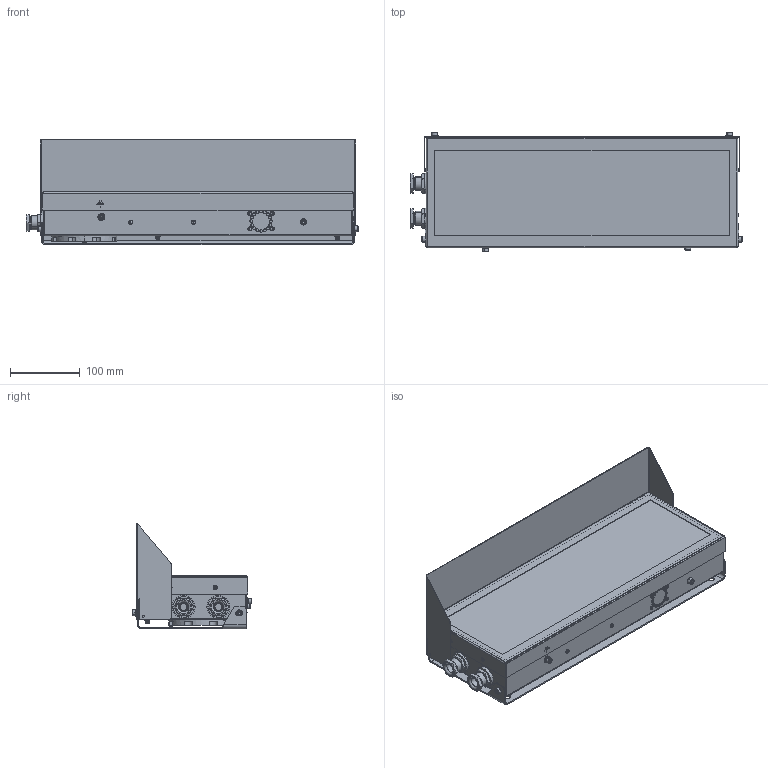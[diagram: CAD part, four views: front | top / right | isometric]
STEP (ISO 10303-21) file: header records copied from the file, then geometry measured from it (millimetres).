
FILE_DESCRIPTION (( 'STEP AP203' ), '1' );
FILE_NAME ('ÝÂ-00.000-03 ÑÁ Ýêðàí äâà ââîäà â áîê.STEP', '2025-12-03T04:27:00', ( '' ), ( '' ), 'SwSTEP 2.0', 'SolidWorks 2020', '' );
FILE_SCHEMA (( 'CONFIG_CONTROL_DESIGN' ));
Length unit declared in the file: millimetre
Products named in the file (1): ÝÂ-00.000-03 ÑÁ Ýêðàí äâà ââîäà â áîê
Bounding box: 476.19 x 171.2 x 151.81 mm (x, y, z)
Volume: 789438 mm3; surface area: 772098.5 mm2
Topology: 56 solids, 56 shells, 1193 faces, 2709 edges, 1679 vertices
Faces by surface type: cylinder 500, plane 471, cone 160, torus 30, sphere 28, bspline 4
Entity records: 34895 total; most frequent: CARTESIAN_POINT 7013, DIRECTION 6233, ORIENTED_EDGE 5382, EDGE_CURVE 2691, AXIS2_PLACEMENT_3D 2480, VERTEX_POINT 1679, EDGE_LOOP 1440, CIRCLE 1290
